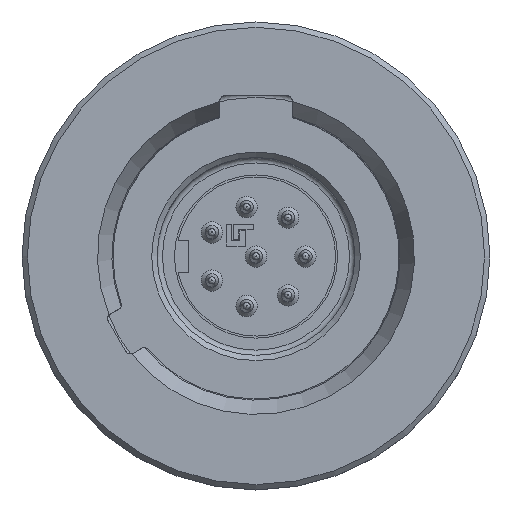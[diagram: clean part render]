
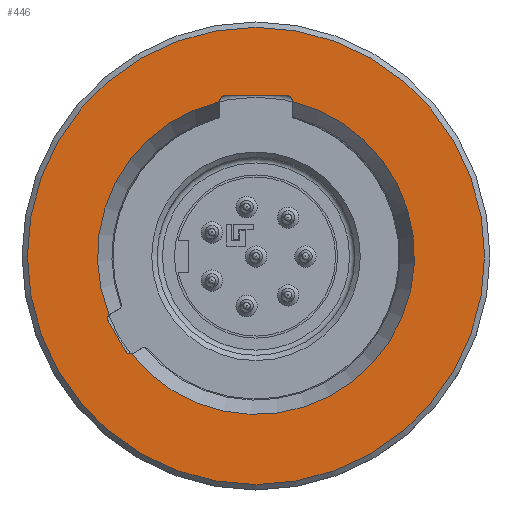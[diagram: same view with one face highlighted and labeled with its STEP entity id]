
A CAD part, top view. The second image highlights one B-rep face of the part: STEP entity #446.
In plain terms, the highlighted planar face has unit normal (0, 0, 1).
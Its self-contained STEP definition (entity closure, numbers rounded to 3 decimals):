
#446=ADVANCED_FACE('',(#790,#791),#688,.T.);
#688=PLANE('',#3685);
#790=FACE_BOUND('',#1027,.T.);
#791=FACE_BOUND('',#1028,.T.);
#1027=EDGE_LOOP('',(#1628));
#1028=EDGE_LOOP('',(#1629,#1630,#1631,#1632,#1633,#1634,#1635,#1636,#1637,
#1638));
#1387=CIRCLE('',#3678,8.55);
#1388=CIRCLE('',#3679,0.2);
#1389=CIRCLE('',#3680,5.927);
#1390=CIRCLE('',#3681,0.2);
#1391=CIRCLE('',#3682,0.2);
#1392=CIRCLE('',#3683,5.927);
#1393=CIRCLE('',#3684,0.2);
#1628=ORIENTED_EDGE('',*,*,#2899,.T.);
#1629=ORIENTED_EDGE('',*,*,#2900,.F.);
#1630=ORIENTED_EDGE('',*,*,#2901,.T.);
#1631=ORIENTED_EDGE('',*,*,#2902,.T.);
#1632=ORIENTED_EDGE('',*,*,#2903,.F.);
#1633=ORIENTED_EDGE('',*,*,#2904,.T.);
#1634=ORIENTED_EDGE('',*,*,#2905,.T.);
#1635=ORIENTED_EDGE('',*,*,#2906,.T.);
#1636=ORIENTED_EDGE('',*,*,#2907,.T.);
#1637=ORIENTED_EDGE('',*,*,#2908,.T.);
#1638=ORIENTED_EDGE('',*,*,#2909,.T.);
#2554=VERTEX_POINT('',#5242);
#2555=VERTEX_POINT('',#5244);
#2556=VERTEX_POINT('',#5245);
#2557=VERTEX_POINT('',#5247);
#2558=VERTEX_POINT('',#5249);
#2559=VERTEX_POINT('',#5251);
#2560=VERTEX_POINT('',#5253);
#2561=VERTEX_POINT('',#5255);
#2562=VERTEX_POINT('',#5257);
#2563=VERTEX_POINT('',#5259);
#2564=VERTEX_POINT('',#5261);
#2899=EDGE_CURVE('',#2554,#2554,#1387,.T.);
#2900=EDGE_CURVE('',#2555,#2556,#3344,.T.);
#2901=EDGE_CURVE('',#2555,#2557,#1388,.T.);
#2902=EDGE_CURVE('',#2557,#2558,#1389,.T.);
#2903=EDGE_CURVE('',#2559,#2558,#3345,.T.);
#2904=EDGE_CURVE('',#2559,#2560,#1390,.T.);
#2905=EDGE_CURVE('',#2560,#2561,#3346,.T.);
#2906=EDGE_CURVE('',#2561,#2562,#1391,.T.);
#2907=EDGE_CURVE('',#2562,#2563,#3347,.T.);
#2908=EDGE_CURVE('',#2563,#2564,#1392,.T.);
#2909=EDGE_CURVE('',#2564,#2556,#1393,.T.);
#3344=LINE('',#5243,#3508);
#3345=LINE('',#5250,#3509);
#3346=LINE('',#5254,#3510);
#3347=LINE('',#5258,#3511);
#3508=VECTOR('',#4173,1.);
#3509=VECTOR('',#4178,1.);
#3510=VECTOR('',#4181,1.);
#3511=VECTOR('',#4184,1.);
#3678=AXIS2_PLACEMENT_3D('',#5241,#4171,#4172);
#3679=AXIS2_PLACEMENT_3D('',#5246,#4174,#4175);
#3680=AXIS2_PLACEMENT_3D('',#5248,#4176,#4177);
#3681=AXIS2_PLACEMENT_3D('',#5252,#4179,#4180);
#3682=AXIS2_PLACEMENT_3D('',#5256,#4182,#4183);
#3683=AXIS2_PLACEMENT_3D('',#5260,#4185,#4186);
#3684=AXIS2_PLACEMENT_3D('',#5262,#4187,#4188);
#3685=AXIS2_PLACEMENT_3D('',#5263,#4189,#4190);
#4171=DIRECTION('',(0.,0.,1.));
#4172=DIRECTION('',(1.,0.,0.));
#4173=DIRECTION('',(0.5,-0.866,0.));
#4174=DIRECTION('',(0.,0.,-1.));
#4175=DIRECTION('',(1.,0.,0.));
#4176=DIRECTION('',(0.,0.,-1.));
#4177=DIRECTION('',(1.,0.,0.));
#4178=DIRECTION('',(0.,-1.,0.));
#4179=DIRECTION('',(0.,0.,-1.));
#4180=DIRECTION('',(1.,0.,0.));
#4181=DIRECTION('',(1.,0.,0.));
#4182=DIRECTION('',(0.,0.,-1.));
#4183=DIRECTION('',(1.,0.,0.));
#4184=DIRECTION('',(0.,-1.,0.));
#4185=DIRECTION('',(0.,0.,-1.));
#4186=DIRECTION('',(1.,0.,0.));
#4187=DIRECTION('',(0.,0.,-1.));
#4188=DIRECTION('',(1.,0.,0.));
#4189=DIRECTION('',(0.,0.,1.));
#4190=DIRECTION('',(1.,0.,0.));
#5241=CARTESIAN_POINT('',(0.,0.,15.8));
#5242=CARTESIAN_POINT('',(8.55,0.,15.8));
#5243=CARTESIAN_POINT('',(-5.621,-2.264,15.8));
#5244=CARTESIAN_POINT('',(-5.521,-2.437,15.8));
#5245=CARTESIAN_POINT('',(-4.871,-3.563,15.8));
#5246=CARTESIAN_POINT('',(-5.348,-2.337,15.8));
#5247=CARTESIAN_POINT('',(-5.501,-2.208,15.8));
#5248=CARTESIAN_POINT('',(0.,0.,15.8));
#5249=CARTESIAN_POINT('',(-1.35,5.772,15.8));
#5250=CARTESIAN_POINT('',(-1.35,6.,15.8));
#5251=CARTESIAN_POINT('',(-1.35,5.8,15.8));
#5252=CARTESIAN_POINT('',(-1.15,5.8,15.8));
#5253=CARTESIAN_POINT('',(-1.15,6.,15.8));
#5254=CARTESIAN_POINT('',(-1.35,6.,15.8));
#5255=CARTESIAN_POINT('',(1.15,6.,15.8));
#5256=CARTESIAN_POINT('',(1.15,5.8,15.8));
#5257=CARTESIAN_POINT('',(1.35,5.8,15.8));
#5258=CARTESIAN_POINT('',(1.35,6.,15.8));
#5259=CARTESIAN_POINT('',(1.35,5.772,15.8));
#5260=CARTESIAN_POINT('',(0.,0.,15.8));
#5261=CARTESIAN_POINT('',(-4.663,-3.66,15.8));
#5262=CARTESIAN_POINT('',(-4.698,-3.463,15.8));
#5263=CARTESIAN_POINT('',(0.,0.,15.8));
